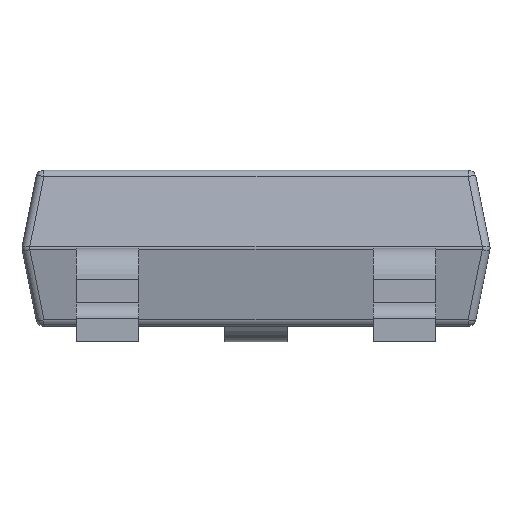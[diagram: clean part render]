
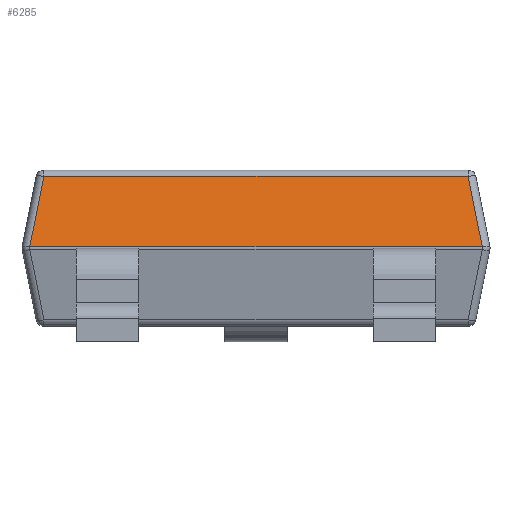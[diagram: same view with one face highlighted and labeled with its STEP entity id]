
A CAD part, front view. The second image highlights one B-rep face of the part: STEP entity #6285.
In plain terms, the highlighted planar face has unit normal (0, -0.981, 0.196).
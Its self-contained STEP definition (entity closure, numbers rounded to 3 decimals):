
#397 = EDGE_CURVE ( 'NONE', #3913, #8681, #3659, .T. ) ;
#564 = DIRECTION ( 'NONE',  ( -1., 0., 0. ) ) ;
#678 = DIRECTION ( 'NONE',  ( -0.192, 0.192, 0.962 ) ) ;
#744 = CARTESIAN_POINT ( 'NONE',  ( -1.359, -0.608, 1.06 ) ) ;
#1412 = EDGE_CURVE ( 'NONE', #3913, #7250, #2479, .T. ) ;
#1778 = CARTESIAN_POINT ( 'NONE',  ( 1.449, -0.698, 0.61 ) ) ;
#1943 = CARTESIAN_POINT ( 'NONE',  ( 0., -0.698, 0.61 ) ) ;
#2385 = PLANE ( 'NONE',  #6103 ) ;
#2479 = LINE ( 'NONE', #5282, #6940 ) ;
#2523 = ORIENTED_EDGE ( 'NONE', *, *, #4041, .T. ) ;
#3178 = DIRECTION ( 'NONE',  ( 0., -0.196, -0.981 ) ) ;
#3325 = ORIENTED_EDGE ( 'NONE', *, *, #397, .F. ) ;
#3388 = ORIENTED_EDGE ( 'NONE', *, *, #7084, .T. ) ;
#3504 = LINE ( 'NONE', #744, #4504 ) ;
#3659 = LINE ( 'NONE', #1943, #7672 ) ;
#3696 = ORIENTED_EDGE ( 'NONE', *, *, #1412, .T. ) ;
#3913 = VERTEX_POINT ( 'NONE', #1778 ) ;
#3924 = VERTEX_POINT ( 'NONE', #7117 ) ;
#4041 = EDGE_CURVE ( 'NONE', #7250, #3924, #6176, .T. ) ;
#4084 = EDGE_LOOP ( 'NONE', ( #3388, #3325, #3696, #2523 ) ) ;
#4504 = VECTOR ( 'NONE', #5752, 1000. ) ;
#5139 = FACE_OUTER_BOUND ( 'NONE', #4084, .T. ) ;
#5193 = CARTESIAN_POINT ( 'NONE',  ( 0., -0.6, 1.1 ) ) ;
#5282 = CARTESIAN_POINT ( 'NONE',  ( 1.449, -0.698, 0.61 ) ) ;
#5752 = DIRECTION ( 'NONE',  ( -0.192, -0.192, -0.962 ) ) ;
#6103 = AXIS2_PLACEMENT_3D ( 'NONE', #5193, #8786, #3178 ) ;
#6137 = DIRECTION ( 'NONE',  ( -1., 0., 0. ) ) ;
#6176 = LINE ( 'NONE', #8950, #8733 ) ;
#6285 = ADVANCED_FACE ( 'NONE', ( #5139 ), #2385, .T. ) ;
#6940 = VECTOR ( 'NONE', #678, 1000. ) ;
#7084 = EDGE_CURVE ( 'NONE', #3924, #8681, #3504, .T. ) ;
#7117 = CARTESIAN_POINT ( 'NONE',  ( -1.359, -0.608, 1.06 ) ) ;
#7250 = VERTEX_POINT ( 'NONE', #8203 ) ;
#7672 = VECTOR ( 'NONE', #564, 1000. ) ;
#7846 = CARTESIAN_POINT ( 'NONE',  ( -1.449, -0.698, 0.61 ) ) ;
#8203 = CARTESIAN_POINT ( 'NONE',  ( 1.359, -0.608, 1.06 ) ) ;
#8681 = VERTEX_POINT ( 'NONE', #7846 ) ;
#8733 = VECTOR ( 'NONE', #6137, 1000. ) ;
#8786 = DIRECTION ( 'NONE',  ( 0., -0.981, 0.196 ) ) ;
#8950 = CARTESIAN_POINT ( 'NONE',  ( 0., -0.608, 1.06 ) ) ;
